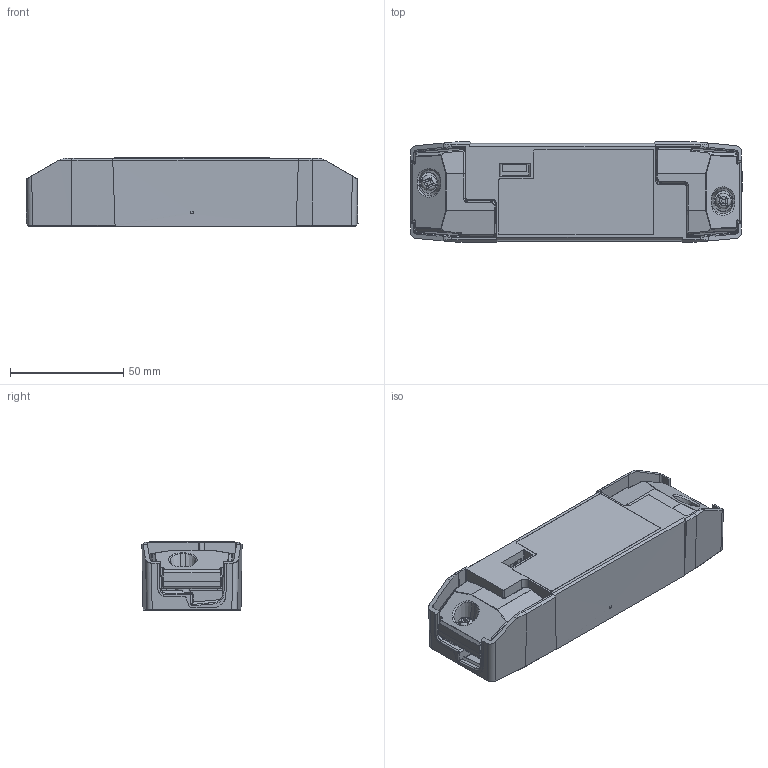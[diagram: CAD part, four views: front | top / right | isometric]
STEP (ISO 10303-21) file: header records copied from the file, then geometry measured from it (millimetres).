
FILE_DESCRIPTION(('Creo Elements/Direct Modeling STEP Export'),'2;1');
FILE_NAME('3D_K33.3 cord grip.stp','2019-07-08T12:56:53',(''),(''),'PTC Creo Elements/Direct Modeling STEP processor for AP214 (Solid Model)','PTC Creo Elements/Direct Modeling 19.0E 27-Jun-2016 (C) Parametric Technology GmbH','');
FILE_SCHEMA(('AUTOMOTIVE_DESIGN { 1 0 10303 214 1 1 1 1 }'));
Products named in the file (2): 3D_K33.3_cord_grip
Assembly tree (1 placements, depth 2):
  3D_K33.3_cord_grip
    3D_K33.3_cord_grip
Bounding box: 146.54 x 44.21 x 30.11 mm (x, y, z)
Volume: 38545 mm3; surface area: 58084.2 mm2
Topology: 1 solids, 3 shells, 1663 faces, 4412 edges, 2682 vertices
Faces by surface type: plane 683, cylinder 572, bspline 262, sphere 60, torus 40, cone 32, extrusion 14
Entity records: 80258 total; most frequent: CARTESIAN_POINT 28687, ORIENTED_EDGE 8660, DIRECTION 7078, EDGE_CURVE 4329, VERTEX_POINT 2682, VECTOR 2368, AXIS2_PLACEMENT_3D 2355, LINE 2354
